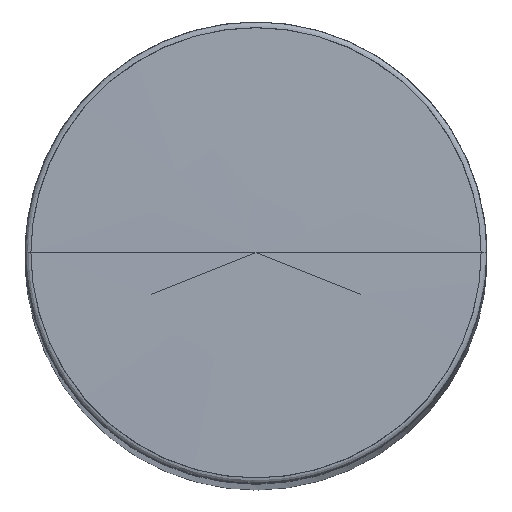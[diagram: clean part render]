
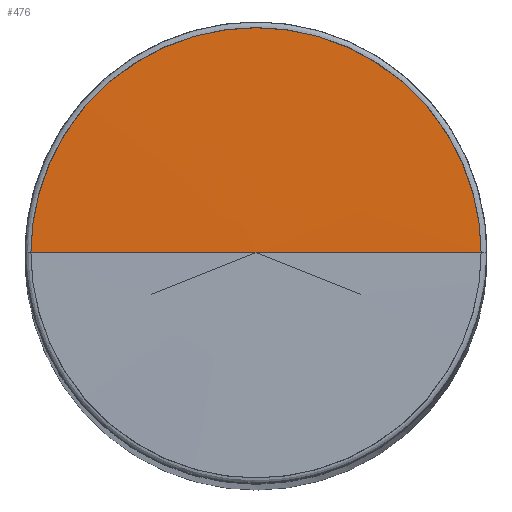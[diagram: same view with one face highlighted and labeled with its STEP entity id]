
A CAD part, top view. The second image highlights one B-rep face of the part: STEP entity #476.
In plain terms, the highlighted free-form (B-spline) face has degree [2, 2] with [3, 5] control points.
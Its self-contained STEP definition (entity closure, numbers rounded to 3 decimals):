
#404=CARTESIAN_POINT('',(0.0,0.0,64.0));
#405=CARTESIAN_POINT('',(-1.951,0.0,64.0));
#406=CARTESIAN_POINT('',(-1.951,1.951,64.0));
#407=CARTESIAN_POINT('',(-0.0,1.951,64.0));
#408=CARTESIAN_POINT('',(1.951,1.951,64.0));
#409=CARTESIAN_POINT('',(1.951,0.0,64.0));
#410=CARTESIAN_POINT('',(-3.901,0.0,63.975));
#411=CARTESIAN_POINT('',(-3.901,3.901,63.975));
#412=CARTESIAN_POINT('',(-0.0,3.901,63.975));
#413=CARTESIAN_POINT('',(3.901,3.901,63.975));
#414=CARTESIAN_POINT('',(3.901,0.0,63.975));
#461=(
BOUNDED_SURFACE()
B_SPLINE_SURFACE(2,2,(
(#404,#404,#404,#404,#404),
(#405,#406,#407,#408,#409),
(#410,#411,#412,#413,#414)
), .UNSPECIFIED.,.F.,.F.,.F.)
B_SPLINE_SURFACE_WITH_KNOTS((3,3),(3,2,3),(
0.0,1.0),(
0.0,0.5,1.0), .UNSPECIFIED.)
GEOMETRIC_REPRESENTATION_ITEM()
RATIONAL_B_SPLINE_SURFACE(((1.0,0.707,1.0,0.707,1.0),
(1.,0.707,1.,0.707,1.),
(1.0,0.707,1.0,0.707,1.0)
))
REPRESENTATION_ITEM('')
SURFACE()
);
#462=(
BOUNDED_CURVE()
B_SPLINE_CURVE(2,(#414,#409,#404),.UNSPECIFIED.,.F.,.F.)
B_SPLINE_CURVE_WITH_KNOTS((3,3),
(0.0,1.0),.UNSPECIFIED.)
CURVE()
GEOMETRIC_REPRESENTATION_ITEM()
RATIONAL_B_SPLINE_CURVE((1.0,1.,1.0))
REPRESENTATION_ITEM('')
);
#463=(
BOUNDED_CURVE()
B_SPLINE_CURVE(2,(#404,#405,#410),.UNSPECIFIED.,.F.,.F.)
B_SPLINE_CURVE_WITH_KNOTS((3,3),
(0.0,1.0),.UNSPECIFIED.)
CURVE()
GEOMETRIC_REPRESENTATION_ITEM()
RATIONAL_B_SPLINE_CURVE((1.0,1.,1.0))
REPRESENTATION_ITEM('')
);
#464=(
BOUNDED_CURVE()
B_SPLINE_CURVE(2,(#410,#411,#412,#413,#414),.UNSPECIFIED.,.F.,.F.)
B_SPLINE_CURVE_WITH_KNOTS((3,2,3),
(0.0,0.5,1.0),.UNSPECIFIED.)
CURVE()
GEOMETRIC_REPRESENTATION_ITEM()
RATIONAL_B_SPLINE_CURVE((1.0,0.707,1.0,0.707,1.0))
REPRESENTATION_ITEM('')
);
#465=VERTEX_POINT('',#404);
#466=VERTEX_POINT('',#410);
#467=VERTEX_POINT('',#414);
#468=EDGE_CURVE('',#467,#465,#462,.T.);
#469=EDGE_CURVE('',#465,#466,#463,.T.);
#470=EDGE_CURVE('',#466,#467,#464,.T.);
#471=ORIENTED_EDGE('',*,*,#468,.T.);
#472=ORIENTED_EDGE('',*,*,#469,.T.);
#473=ORIENTED_EDGE('',*,*,#470,.T.);
#474=EDGE_LOOP('',(#471,#472,#473));
#475=FACE_OUTER_BOUND('',#474,.T.);
#476=ADVANCED_FACE('',(#475),#461,.T.);
